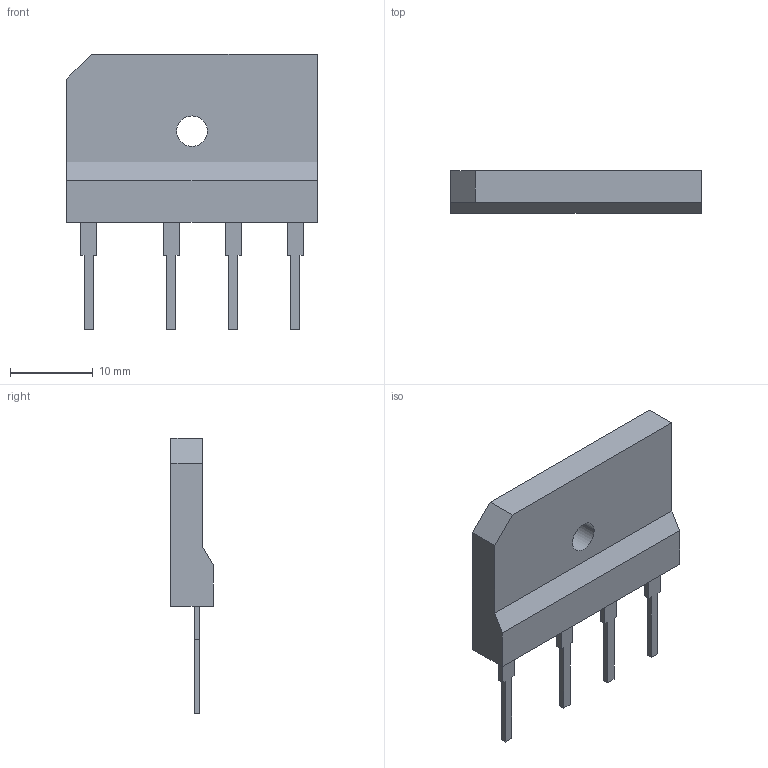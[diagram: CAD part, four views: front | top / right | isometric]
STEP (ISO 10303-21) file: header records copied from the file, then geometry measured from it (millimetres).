
FILE_DESCRIPTION((''),'2;1');
FILE_NAME('VISHAY_PB.stp','2010-09-14T18:11:08',(''),(''),'Mechanical Desktop 2010','Mechanical Desktop 2010',', , ');
FILE_SCHEMA(('AUTOMOTIVE_DESIGN { 1 2 10303 214 1 1 1 1 }'));
Length unit declared in the file: millimetre
Products named in the file (1): Product
Bounding box: 30.3 x 5.1 x 33.3 mm (x, y, z)
Volume: 2570.8 mm3; surface area: 2918.1 mm2
Topology: 6 solids, 6 shells, 73 faces, 177 edges, 118 vertices
Faces by surface type: plane 67, cylinder 6
Entity records: 2158 total; most frequent: CARTESIAN_POINT 369, ORIENTED_EDGE 354, DIRECTION 337, EDGE_CURVE 177, VECTOR 165, LINE 165, VERTEX_POINT 118, AXIS2_PLACEMENT_3D 86
